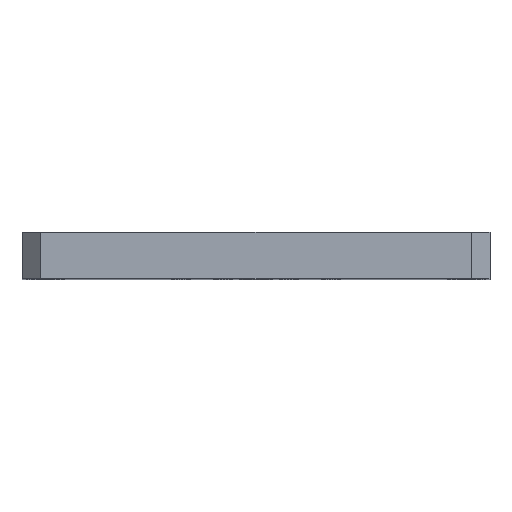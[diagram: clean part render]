
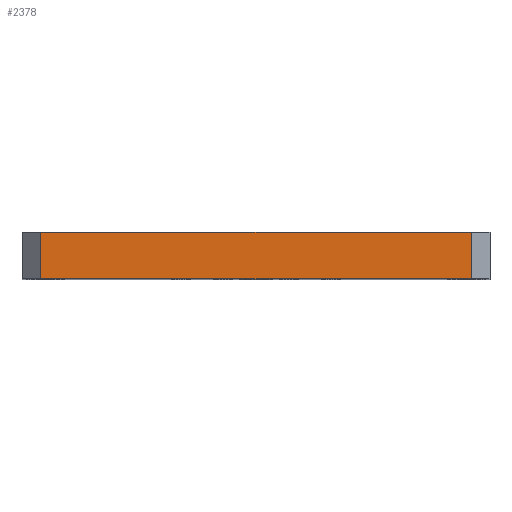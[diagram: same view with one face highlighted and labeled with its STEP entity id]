
A CAD part, top view. The second image highlights one B-rep face of the part: STEP entity #2378.
In plain terms, the highlighted planar face has unit normal (0, 0, 1).
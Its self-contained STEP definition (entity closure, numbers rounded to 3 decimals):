
#817=DIRECTION('',(0.,-1.,0.));
#818=VECTOR('',#817,10.);
#819=CARTESIAN_POINT('',(-46.,10.,64.));
#820=LINE('',#819,#818);
#821=DIRECTION('',(1.,0.,0.));
#822=VECTOR('',#821,92.);
#823=CARTESIAN_POINT('',(-46.,10.,64.));
#824=LINE('',#823,#822);
#825=DIRECTION('',(0.,-1.,0.));
#826=VECTOR('',#825,10.);
#827=CARTESIAN_POINT('',(46.,10.,64.));
#828=LINE('',#827,#826);
#829=DIRECTION('',(-1.,0.,0.));
#830=VECTOR('',#829,92.);
#831=CARTESIAN_POINT('',(46.,0.,64.));
#832=LINE('',#831,#830);
#1170=CARTESIAN_POINT('',(46.,0.,64.));
#1172=VERTEX_POINT('',#1170);
#1173=CARTESIAN_POINT('',(46.,10.,64.));
#1174=VERTEX_POINT('',#1173);
#1185=CARTESIAN_POINT('',(-46.,0.,64.));
#1187=VERTEX_POINT('',#1185);
#1191=CARTESIAN_POINT('',(-46.,10.,64.));
#1192=VERTEX_POINT('',#1191);
#2367=CARTESIAN_POINT('',(-24.,0.,64.));
#2368=DIRECTION('',(0.,0.,1.));
#2369=DIRECTION('',(1.,0.,0.));
#2370=AXIS2_PLACEMENT_3D('',#2367,#2368,#2369);
#2371=PLANE('',#2370);
#2372=ORIENTED_EDGE('',*,*,#2284,.F.);
#2373=ORIENTED_EDGE('',*,*,#1492,.T.);
#2374=ORIENTED_EDGE('',*,*,#2360,.T.);
#2375=ORIENTED_EDGE('',*,*,#1304,.T.);
#2376=EDGE_LOOP('',(#2372,#2373,#2374,#2375));
#2377=FACE_OUTER_BOUND('',#2376,.F.);
#2378=ADVANCED_FACE('',(#2377),#2371,.T.);
#1304=EDGE_CURVE('',#1172,#1187,#832,.T.);
#1492=EDGE_CURVE('',#1192,#1174,#824,.T.);
#2284=EDGE_CURVE('',#1192,#1187,#820,.T.);
#2360=EDGE_CURVE('',#1174,#1172,#828,.T.);
